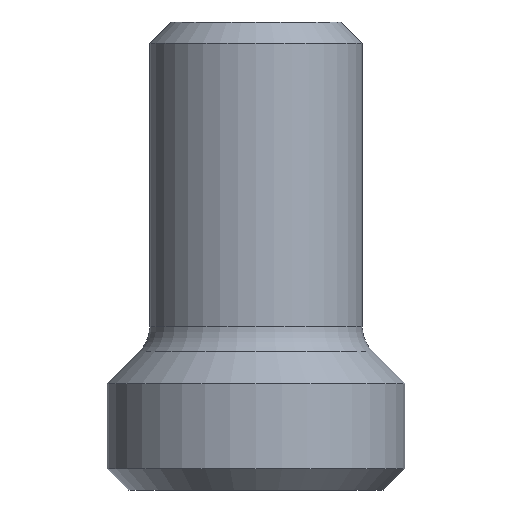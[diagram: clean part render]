
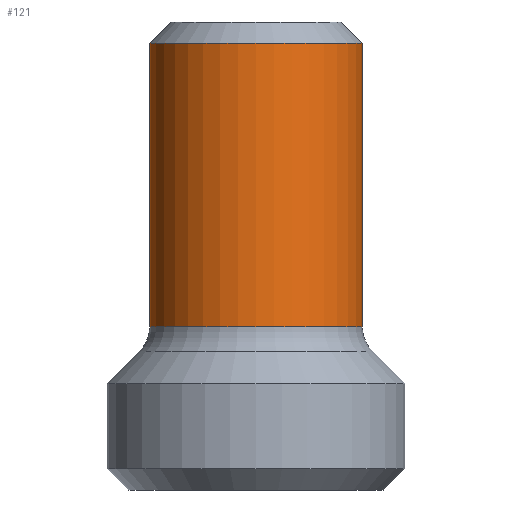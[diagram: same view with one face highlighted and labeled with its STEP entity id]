
A CAD part, front view. The second image highlights one B-rep face of the part: STEP entity #121.
In plain terms, the highlighted cylindrical face has radius 2.5 mm (diameter 5 mm), a partial arc.
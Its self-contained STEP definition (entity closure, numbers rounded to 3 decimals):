
#52=CYLINDRICAL_SURFACE('',#492,2.5);
#76=LINE('',#699,#98);
#77=LINE('',#703,#99);
#98=VECTOR('',#562,1.);
#99=VECTOR('',#565,1.);
#121=ADVANCED_FACE('',(#151),#52,.T.);
#151=FACE_OUTER_BOUND('',#178,.T.);
#178=EDGE_LOOP('',(#214,#215,#216,#217));
#214=ORIENTED_EDGE('',*,*,#382,.T.);
#215=ORIENTED_EDGE('',*,*,#383,.T.);
#216=ORIENTED_EDGE('',*,*,#384,.F.);
#217=ORIENTED_EDGE('',*,*,#385,.F.);
#338=VERTEX_POINT('',#692);
#339=VERTEX_POINT('',#693);
#340=VERTEX_POINT('',#700);
#341=VERTEX_POINT('',#702);
#382=EDGE_CURVE('',#338,#339,#446,.T.);
#383=EDGE_CURVE('',#339,#340,#76,.T.);
#384=EDGE_CURVE('',#341,#340,#447,.T.);
#385=EDGE_CURVE('',#338,#341,#77,.T.);
#446=CIRCLE('',#489,2.5);
#447=CIRCLE('',#491,2.5);
#489=AXIS2_PLACEMENT_3D('',#697,#558,#559);
#491=AXIS2_PLACEMENT_3D('',#701,#563,#564);
#492=AXIS2_PLACEMENT_3D('',#704,#566,#567);
#558=DIRECTION('',(0.,0.,-1.));
#559=DIRECTION('',(1.,0.,0.));
#562=DIRECTION('',(0.,0.,-1.));
#563=DIRECTION('',(0.,0.,-1.));
#564=DIRECTION('',(1.,0.,0.));
#565=DIRECTION('',(0.,0.,-1.));
#566=DIRECTION('',(0.,0.,-1.));
#567=DIRECTION('',(-1.,0.,0.));
#692=CARTESIAN_POINT('',(2.5,0.,10.5));
#693=CARTESIAN_POINT('',(-2.5,0.,10.5));
#697=CARTESIAN_POINT('',(0.,0.,10.5));
#699=CARTESIAN_POINT('',(-2.5,0.,10.5));
#700=CARTESIAN_POINT('',(-2.5,0.,3.831));
#701=CARTESIAN_POINT('',(0.,0.,3.831));
#702=CARTESIAN_POINT('',(2.5,0.,3.831));
#703=CARTESIAN_POINT('',(2.5,0.,10.5));
#704=CARTESIAN_POINT('',(0.,0.,11.55));
